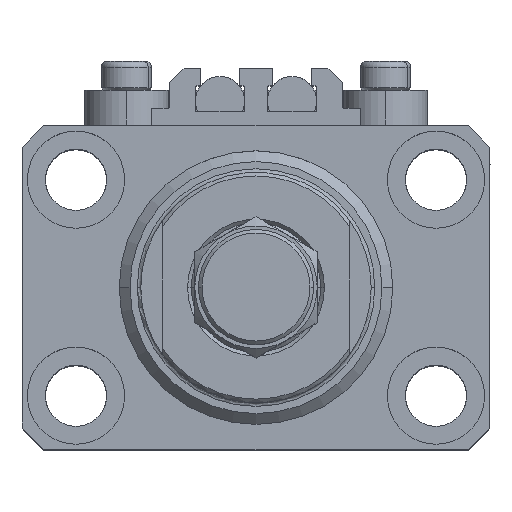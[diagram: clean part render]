
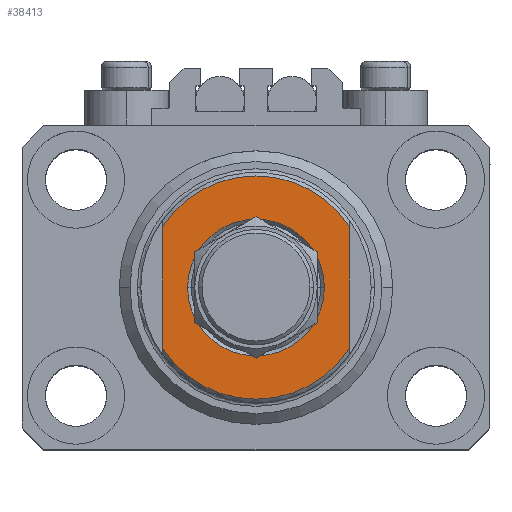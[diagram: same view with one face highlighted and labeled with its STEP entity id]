
A CAD part, top view. The second image highlights one B-rep face of the part: STEP entity #38413.
In plain terms, the highlighted face is planar.
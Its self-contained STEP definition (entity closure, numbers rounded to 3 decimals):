
#1258 = DIRECTION ( 'NONE',  ( -1., 0., 0. ) ) ;
#1461 = DIRECTION ( 'NONE',  ( 0., 0., 1. ) ) ;
#2635 = DIRECTION ( 'NONE',  ( 0., -1., 0. ) ) ;
#3897 = EDGE_CURVE ( 'NONE', #39790, #40382, #37076, .T. ) ;
#4913 = CIRCLE ( 'NONE', #32198, 15.5 ) ;
#5532 = PLANE ( 'NONE',  #19121 ) ;
#6892 = DIRECTION ( 'NONE',  ( 0., 0., 1. ) ) ;
#12008 = DIRECTION ( 'NONE',  ( -1., 0., 0. ) ) ;
#14136 = CIRCLE ( 'NONE', #47855, 15.5 ) ;
#15597 = CARTESIAN_POINT ( 'NONE',  ( -13., 8.441, -6.5 ) ) ;
#15759 = VERTEX_POINT ( 'NONE', #15597 ) ;
#16588 = AXIS2_PLACEMENT_3D ( 'NONE', #30258, #6892, #33271 ) ;
#17758 = EDGE_CURVE ( 'NONE', #40382, #39790, #45488, .T. ) ;
#18429 = ORIENTED_EDGE ( 'NONE', *, *, #47198, .T. ) ;
#19121 = AXIS2_PLACEMENT_3D ( 'NONE', #39199, #35675, #1258 ) ;
#20135 = EDGE_CURVE ( 'NONE', #15759, #49637, #14136, .T. ) ;
#21728 = LINE ( 'NONE', #37050, #39084 ) ;
#22325 = CARTESIAN_POINT ( 'NONE',  ( 0., 0., -6.5 ) ) ;
#23187 = FACE_BOUND ( 'NONE', #27540, .T. ) ;
#23424 = VERTEX_POINT ( 'NONE', #24280 ) ;
#24280 = CARTESIAN_POINT ( 'NONE',  ( 13., -8.441, -6.5 ) ) ;
#24594 = CARTESIAN_POINT ( 'NONE',  ( -13., -43.081, -6.5 ) ) ;
#25814 = CARTESIAN_POINT ( 'NONE',  ( 0., 0., -6.5 ) ) ;
#26264 = CARTESIAN_POINT ( 'NONE',  ( 13., 8.441, -6.5 ) ) ;
#26649 = AXIS2_PLACEMENT_3D ( 'NONE', #27601, #1461, #12008 ) ;
#27540 = EDGE_LOOP ( 'NONE', ( #38290, #34682 ) ) ;
#27601 = CARTESIAN_POINT ( 'NONE',  ( 0., 0., -6.5 ) ) ;
#27868 = VECTOR ( 'NONE', #35645, 1000. ) ;
#28119 = LINE ( 'NONE', #24594, #27868 ) ;
#28896 = CARTESIAN_POINT ( 'NONE',  ( -9.5, 0., -6.5 ) ) ;
#30258 = CARTESIAN_POINT ( 'NONE',  ( 0., 0., -6.5 ) ) ;
#32198 = AXIS2_PLACEMENT_3D ( 'NONE', #22325, #41155, #33135 ) ;
#32403 = FACE_OUTER_BOUND ( 'NONE', #47115, .T. ) ;
#33135 = DIRECTION ( 'NONE',  ( -1., 0., 0. ) ) ;
#33271 = DIRECTION ( 'NONE',  ( -1., 0., 0. ) ) ;
#33768 = ORIENTED_EDGE ( 'NONE', *, *, #35236, .F. ) ;
#33845 = DIRECTION ( 'NONE',  ( -1., 0., 0. ) ) ;
#34682 = ORIENTED_EDGE ( 'NONE', *, *, #17758, .T. ) ;
#34791 = EDGE_CURVE ( 'NONE', #49637, #23424, #21728, .T. ) ;
#35236 = EDGE_CURVE ( 'NONE', #15759, #49324, #28119, .T. ) ;
#35645 = DIRECTION ( 'NONE',  ( 0., -1., 0. ) ) ;
#35675 = DIRECTION ( 'NONE',  ( 0., 0., -1. ) ) ;
#37050 = CARTESIAN_POINT ( 'NONE',  ( 13., -43.081, -6.5 ) ) ;
#37076 = CIRCLE ( 'NONE', #26649, 9.5 ) ;
#38290 = ORIENTED_EDGE ( 'NONE', *, *, #3897, .T. ) ;
#38413 = ADVANCED_FACE ( 'NONE', ( #23187, #32403 ), #5532, .T. ) ;
#39084 = VECTOR ( 'NONE', #2635, 1000. ) ;
#39199 = CARTESIAN_POINT ( 'NONE',  ( 0., 0., -6.5 ) ) ;
#39790 = VERTEX_POINT ( 'NONE', #28896 ) ;
#40382 = VERTEX_POINT ( 'NONE', #45313 ) ;
#40560 = ORIENTED_EDGE ( 'NONE', *, *, #34791, .T. ) ;
#41155 = DIRECTION ( 'NONE',  ( 0., 0., -1. ) ) ;
#41873 = CARTESIAN_POINT ( 'NONE',  ( -13., -8.441, -6.5 ) ) ;
#43461 = ORIENTED_EDGE ( 'NONE', *, *, #20135, .T. ) ;
#44645 = DIRECTION ( 'NONE',  ( 0., 0., -1. ) ) ;
#45313 = CARTESIAN_POINT ( 'NONE',  ( 9.5, 0., -6.5 ) ) ;
#45488 = CIRCLE ( 'NONE', #16588, 9.5 ) ;
#47115 = EDGE_LOOP ( 'NONE', ( #43461, #40560, #18429, #33768 ) ) ;
#47198 = EDGE_CURVE ( 'NONE', #23424, #49324, #4913, .T. ) ;
#47855 = AXIS2_PLACEMENT_3D ( 'NONE', #25814, #44645, #33845 ) ;
#49324 = VERTEX_POINT ( 'NONE', #41873 ) ;
#49637 = VERTEX_POINT ( 'NONE', #26264 ) ;
